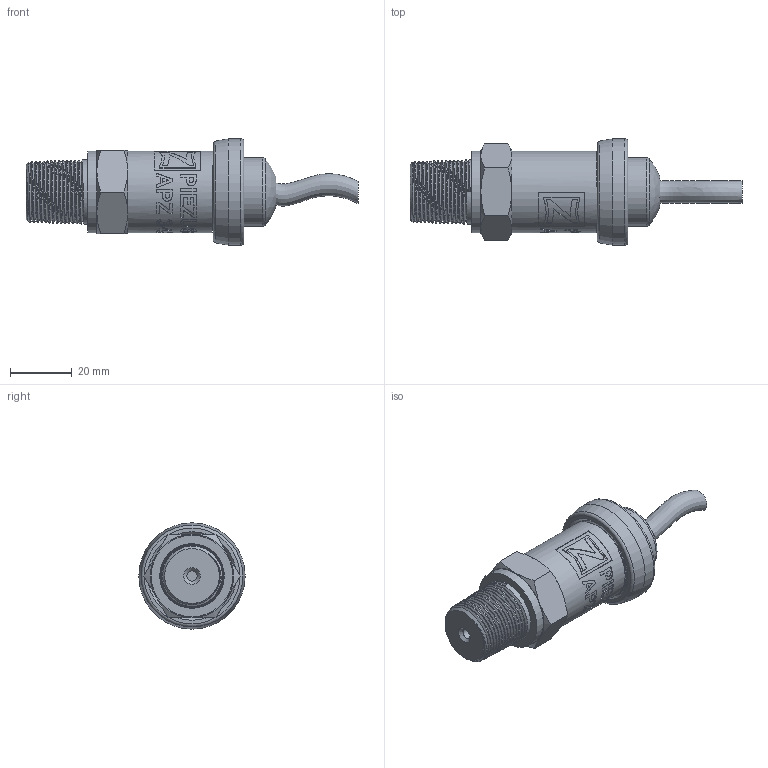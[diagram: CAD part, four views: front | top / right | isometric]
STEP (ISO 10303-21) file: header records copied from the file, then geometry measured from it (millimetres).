
FILE_DESCRIPTION(/* description */ (''),/* implementation_level */ '2;1');
FILE_NAME(/* name */ 'APZ3420_1''2NPT_StainlessSteelCableGland.step',/* time_stamp */ '2021-06-18T15:38:13+03:00',/* author */ (''),/* organization */ (''),/* preprocessor_version */ 'ST-DEVELOPER v18.1',/* originating_system */ 'Autodesk Translation Framework v10.9.0.1377',/* authorisation */ '');
FILE_SCHEMA (('AUTOMOTIVE_DESIGN { 1 0 10303 214 3 1 1 }'));
Length unit declared in the file: millimetre
Products named in the file (6): APZ3420_; 1/2 NPT; Stainless steel cable gland assembly; Stainless steel cable gland; Stainless steel cable gland nut; wire
Assembly tree (5 placements, depth 3):
  APZ3420_
    1/2 NPT
    Stainless steel cable gland assembly
      Stainless steel cable gland
      Stainless steel cable gland nut
      wire
Bounding box: 107.73 x 34.5 x 34.5 mm (x, y, z)
Volume: 41791.3 mm3; surface area: 14146.9 mm2
Topology: 4 solids, 4 shells, 372 faces, 989 edges, 653 vertices
Faces by surface type: bspline 237, cylinder 53, cone 38, plane 37, torus 6, sphere 1
Full cylindrical faces by diameter (mm): 3.3 x1, 7.2 x1, 13 x1, 21.4 x1, 22.3 x2, 22.4 x1, 24.5 x1, 25.132 x4, 25.526 x2, 26.5 x6, 27.208 x3, 27.7 x1, 34.5 x1
Entity records: 21452 total; most frequent: CARTESIAN_POINT 13786, ORIENTED_EDGE 1978, EDGE_CURVE 989, DIRECTION 797, VERTEX_POINT 653, B_SPLINE_CURVE_WITH_KNOTS 550, EDGE_LOOP 404, FACE_OUTER_BOUND 372
